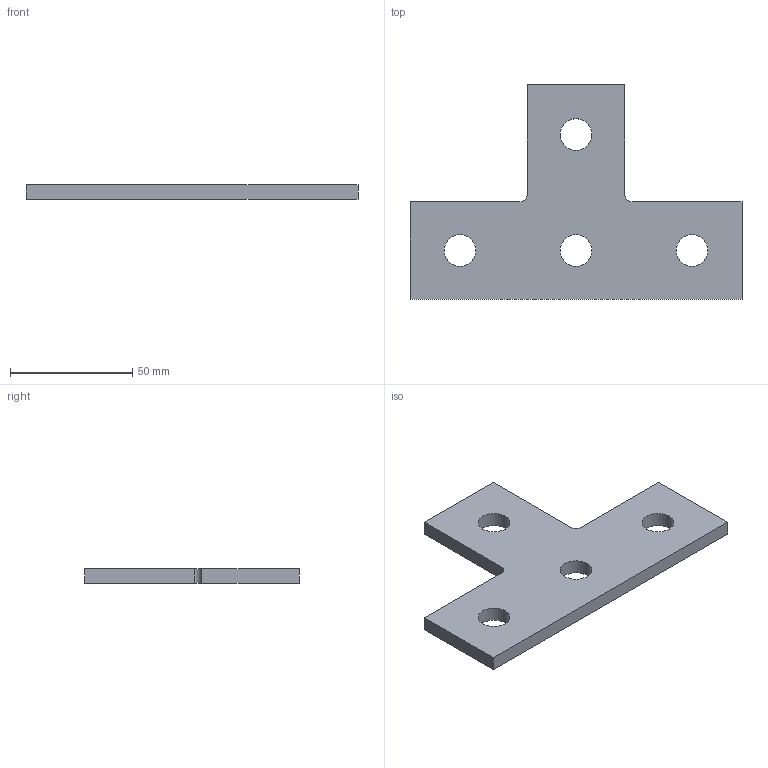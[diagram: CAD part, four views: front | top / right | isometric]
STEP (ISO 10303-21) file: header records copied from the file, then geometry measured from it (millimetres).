
FILE_DESCRIPTION (( 'STEP AP203' ), '1' );
FILE_NAME ('Ïëàñòèíà ñîåäèíèòåëüíàÿ T-îáðàçíàÿ_BMD1031HDZ.STEP', '2012-11-16T13:57:09', ( 'Àñååâ' ), ( '' ), 'SwSTEP 2.0', 'SolidWorks 2012', '' );
FILE_SCHEMA (( 'CONFIG_CONTROL_DESIGN' ));
Length unit declared in the file: millimetre
Products named in the file (1): Ïëàñòèíà ñîåäèíèòåëüíàÿ T-îáðàçíàÿ_BMD1031HDZ
Bounding box: 136 x 88 x 6 mm (x, y, z)
Volume: 40997.6 mm3; surface area: 17318.6 mm2
Topology: 1 solids, 1 shells, 16 faces, 42 edges, 28 vertices
Faces by surface type: plane 10, cylinder 6
Full cylindrical faces by diameter (mm): 13 x4
Entity records: 571 total; most frequent: DIRECTION 84, CARTESIAN_POINT 83, ORIENTED_EDGE 76, EDGE_CURVE 38, AXIS2_PLACEMENT_3D 29, EDGE_LOOP 28, VERTEX_POINT 28, LINE 26
